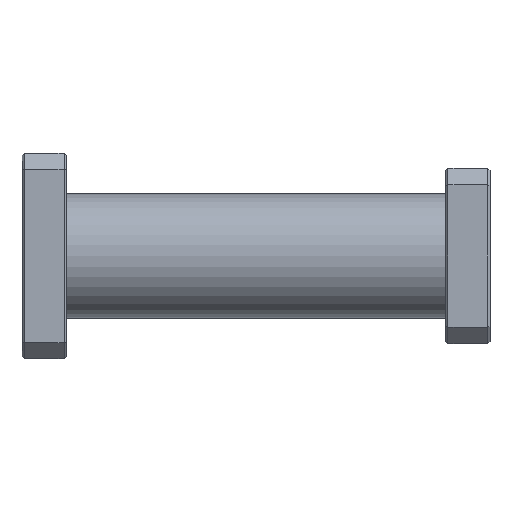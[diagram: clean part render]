
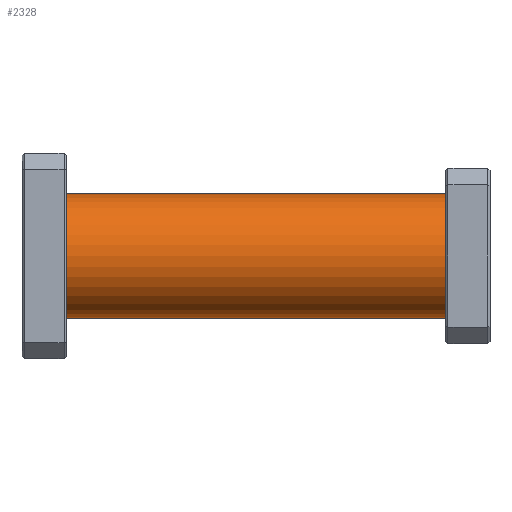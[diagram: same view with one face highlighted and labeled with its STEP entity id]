
A CAD part, front view. The second image highlights one B-rep face of the part: STEP entity #2328.
In plain terms, the highlighted cylindrical face has radius 6.731 mm (diameter 13.462 mm), a partial arc.
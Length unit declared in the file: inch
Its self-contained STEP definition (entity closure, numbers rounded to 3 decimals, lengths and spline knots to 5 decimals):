
#142 = EDGE_CURVE ( 'NONE', #940, #2369, #1948, .T. ) ;
#146 = VERTEX_POINT ( 'NONE', #2003 ) ;
#254 = CIRCLE ( 'NONE', #1498, 0.265 ) ;
#280 = EDGE_CURVE ( 'NONE', #940, #146, #1039, .T. ) ;
#298 = VECTOR ( 'NONE', #736, 39.37008 ) ;
#310 = EDGE_LOOP ( 'NONE', ( #2372, #1398, #763, #1020 ) ) ;
#330 = CARTESIAN_POINT ( 'NONE',  ( 0., 0., -0.265 ) ) ;
#342 = FACE_OUTER_BOUND ( 'NONE', #310, .T. ) ;
#356 = AXIS2_PLACEMENT_3D ( 'NONE', #696, #1453, #1272 ) ;
#402 = AXIS2_PLACEMENT_3D ( 'NONE', #2218, #848, #428 ) ;
#428 = DIRECTION ( 'NONE',  ( 0., 0., -1. ) ) ;
#696 = CARTESIAN_POINT ( 'NONE',  ( 0., 0., 0. ) ) ;
#736 = DIRECTION ( 'NONE',  ( 1., 0., 0. ) ) ;
#763 = ORIENTED_EDGE ( 'NONE', *, *, #856, .T. ) ;
#848 = DIRECTION ( 'NONE',  ( 1., 0., 0. ) ) ;
#856 = EDGE_CURVE ( 'NONE', #146, #2339, #1677, .T. ) ;
#859 = CARTESIAN_POINT ( 'NONE',  ( 0., 0., 0.265 ) ) ;
#940 = VERTEX_POINT ( 'NONE', #1760 ) ;
#1020 = ORIENTED_EDGE ( 'NONE', *, *, #1510, .F. ) ;
#1039 = CIRCLE ( 'NONE', #402, 0.265 ) ;
#1137 = DIRECTION ( 'NONE',  ( 1., 0., 0. ) ) ;
#1252 = DIRECTION ( 'NONE',  ( 1., 0., 0. ) ) ;
#1269 = CYLINDRICAL_SURFACE ( 'NONE', #356, 0.265 ) ;
#1272 = DIRECTION ( 'NONE',  ( 0., 0., -1. ) ) ;
#1398 = ORIENTED_EDGE ( 'NONE', *, *, #280, .T. ) ;
#1453 = DIRECTION ( 'NONE',  ( 1., 0., 0. ) ) ;
#1498 = AXIS2_PLACEMENT_3D ( 'NONE', #1916, #1137, #2107 ) ;
#1510 = EDGE_CURVE ( 'NONE', #2369, #2339, #254, .T. ) ;
#1667 = CARTESIAN_POINT ( 'NONE',  ( 1.81, 0., -0.265 ) ) ;
#1677 = LINE ( 'NONE', #330, #298 ) ;
#1760 = CARTESIAN_POINT ( 'NONE',  ( 0.19, 0., 0.265 ) ) ;
#1916 = CARTESIAN_POINT ( 'NONE',  ( 1.81, 0., 0. ) ) ;
#1948 = LINE ( 'NONE', #859, #2153 ) ;
#2003 = CARTESIAN_POINT ( 'NONE',  ( 0.19, 0., -0.265 ) ) ;
#2031 = CARTESIAN_POINT ( 'NONE',  ( 1.81, 0., 0.265 ) ) ;
#2107 = DIRECTION ( 'NONE',  ( 0., 0., -1. ) ) ;
#2153 = VECTOR ( 'NONE', #1252, 39.37008 ) ;
#2218 = CARTESIAN_POINT ( 'NONE',  ( 0.19, 0., 0. ) ) ;
#2328 = ADVANCED_FACE ( 'NONE', ( #342 ), #1269, .T. ) ;
#2339 = VERTEX_POINT ( 'NONE', #1667 ) ;
#2369 = VERTEX_POINT ( 'NONE', #2031 ) ;
#2372 = ORIENTED_EDGE ( 'NONE', *, *, #142, .F. ) ;
